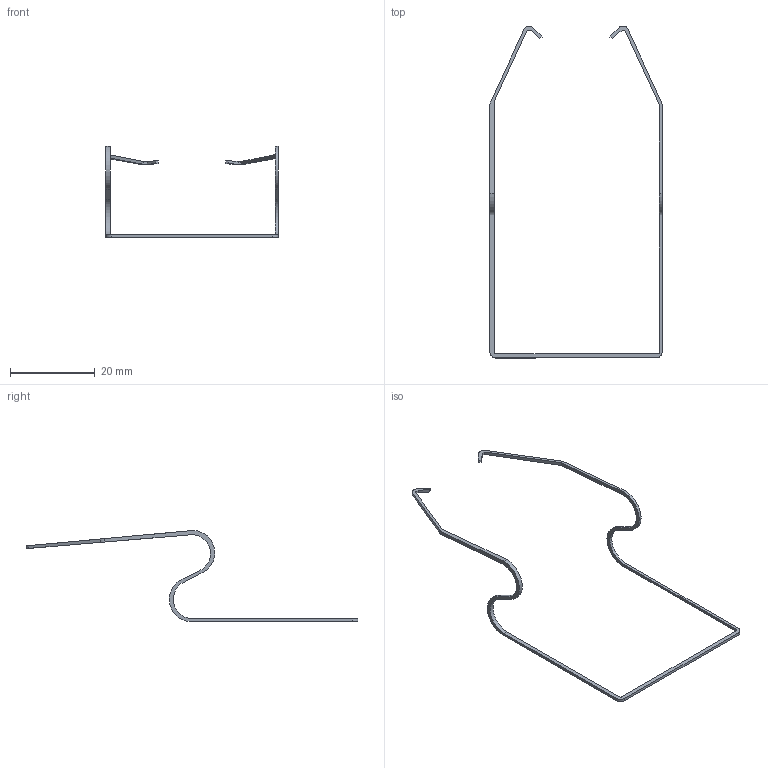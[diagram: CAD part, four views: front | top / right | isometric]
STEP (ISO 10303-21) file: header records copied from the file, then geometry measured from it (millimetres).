
FILE_DESCRIPTION((''),'2;1');
FILE_NAME('3d_31RE014.stp','2012-10-03T09:29:17',(''),(''),'Mechanical Desktop 2011','Mechanical Desktop 2011',', , ');
FILE_SCHEMA(('CONFIG_CONTROL_DESIGN'));
Length unit declared in the file: millimetre
Products named in the file (1): Product
Bounding box: 40.5 x 78.09 x 21.46 mm (x, y, z)
Volume: 164.7 mm3; surface area: 842.7 mm2
Topology: 1 solids, 1 shells, 48 faces, 138 edges, 92 vertices
Faces by surface type: plane 29, cylinder 19
Entity records: 1675 total; most frequent: CARTESIAN_POINT 279, ORIENTED_EDGE 276, DIRECTION 274, EDGE_CURVE 138, VECTOR 100, LINE 100, VERTEX_POINT 92, AXIS2_PLACEMENT_3D 87
